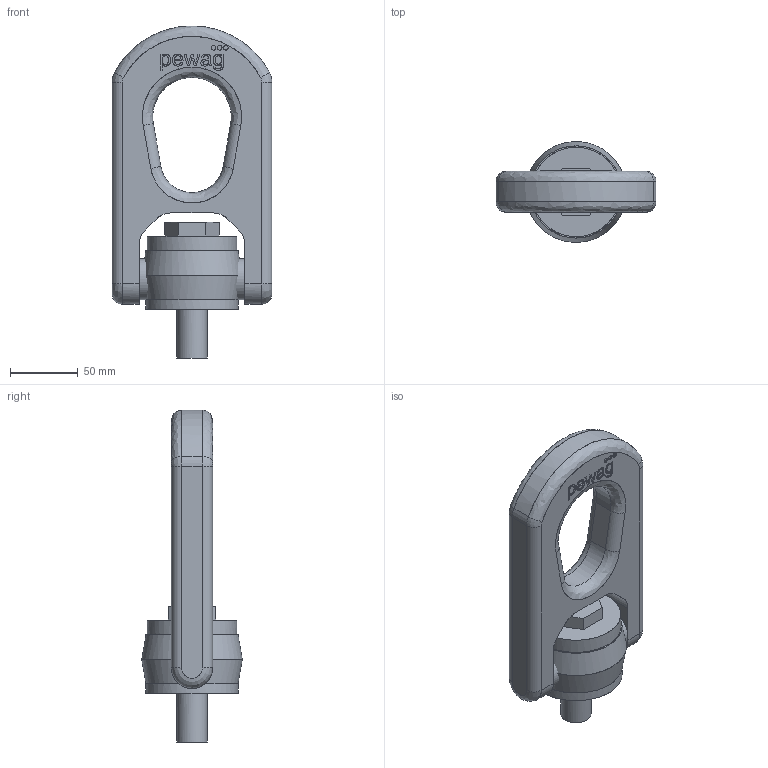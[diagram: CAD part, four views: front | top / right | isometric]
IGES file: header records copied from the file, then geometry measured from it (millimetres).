
Global section: file name: PLBW_U_7_8.igs; native system: NX V11.0; preprocessor: SIEMENS PLM Software NX 11.0; date: 20171109.085427; units: millimetre
Bounding box: 118 x 74.2 x 244.99 mm (x, y, z)
Surface area: 81436.5 mm2 (no closed solid volume)
Topology: 0 solids, 0 shells, 254 faces, 1721 edges, 1710 vertices
Faces by surface type: bspline 254
